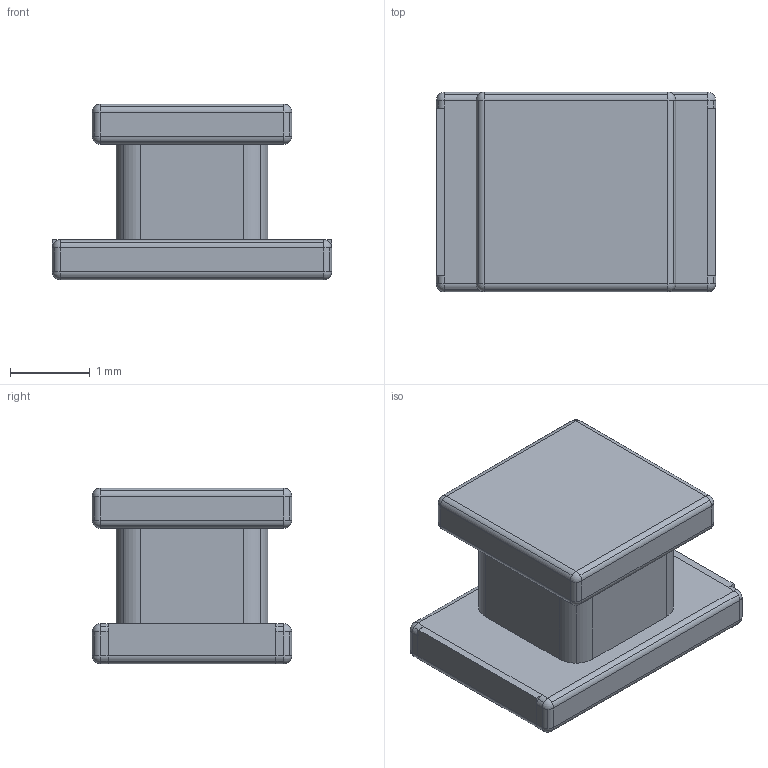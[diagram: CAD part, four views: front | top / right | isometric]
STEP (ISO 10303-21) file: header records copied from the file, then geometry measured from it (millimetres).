
FILE_DESCRIPTION((''),'2;1');
FILE_NAME('IND_MURATA_LQH32.stp','2009-07-09T09:04:51',(''),(''),'Mechanical Desktop 2006','Mechanical Desktop 2006',', , ');
FILE_SCHEMA(('AUTOMOTIVE_DESIGN { 1 2 10303 214 0 1 1 1 }'));
Length unit declared in the file: millimetre
Products named in the file (1): Product
Bounding box: 3.5 x 2.5 x 2.2 mm (x, y, z)
Volume: 11.6 mm3; surface area: 70.2 mm2
Topology: 7 solids, 7 shells, 136 faces, 330 edges, 192 vertices
Faces by surface type: cylinder 68, plane 36, bspline 16, sphere 16
Entity records: 3891 total; most frequent: DIRECTION 692, CARTESIAN_POINT 691, ORIENTED_EDGE 628, EDGE_CURVE 314, AXIS2_PLACEMENT_3D 257, VERTEX_POINT 192, VECTOR 178, LINE 178
